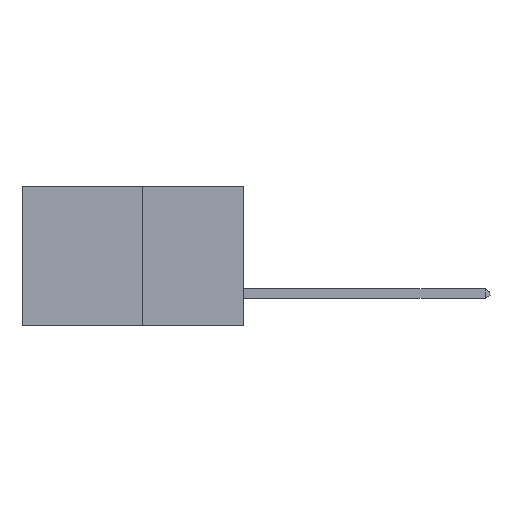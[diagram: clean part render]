
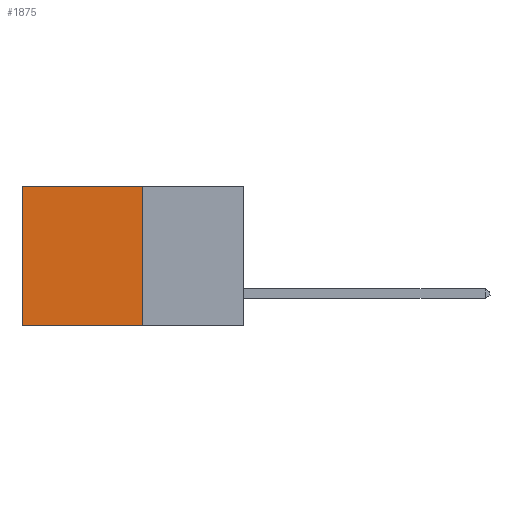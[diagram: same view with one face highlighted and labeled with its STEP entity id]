
A CAD part, left-side view. The second image highlights one B-rep face of the part: STEP entity #1875.
In plain terms, the highlighted planar face has unit normal (-1, 0, 0).
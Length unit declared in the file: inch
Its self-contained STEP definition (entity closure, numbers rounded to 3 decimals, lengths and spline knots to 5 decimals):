
#192 = VECTOR ( 'NONE', #8640, 39.37008 ) ;
#296 = DIRECTION ( 'NONE',  ( 0., 0., -1. ) ) ;
#318 = EDGE_CURVE ( 'NONE', #2801, #6770, #8756, .T. ) ;
#395 = VECTOR ( 'NONE', #8732, 39.37008 ) ;
#641 = ORIENTED_EDGE ( 'NONE', *, *, #3052, .F. ) ;
#650 = CARTESIAN_POINT ( 'NONE',  ( 0.277, 0.27, 0. ) ) ;
#659 = ORIENTED_EDGE ( 'NONE', *, *, #8505, .F. ) ;
#810 = LINE ( 'NONE', #1928, #9012 ) ;
#1341 = ORIENTED_EDGE ( 'NONE', *, *, #318, .T. ) ;
#1875 = ADVANCED_FACE ( 'NONE', ( #4357 ), #4400, .F. ) ;
#1928 = CARTESIAN_POINT ( 'NONE',  ( 0.277, 0.27, -0.37 ) ) ;
#2801 = VERTEX_POINT ( 'NONE', #7865 ) ;
#2831 = CARTESIAN_POINT ( 'NONE',  ( 0.277, 0.27, -0.37 ) ) ;
#3052 = EDGE_CURVE ( 'NONE', #2801, #6897, #810, .T. ) ;
#3115 = VECTOR ( 'NONE', #3385, 39.37008 ) ;
#3385 = DIRECTION ( 'NONE',  ( 0., 0., -1. ) ) ;
#3387 = CARTESIAN_POINT ( 'NONE',  ( 0.277, 0.59, -0.37 ) ) ;
#3723 = DIRECTION ( 'NONE',  ( 1., 0., 0. ) ) ;
#4357 = FACE_OUTER_BOUND ( 'NONE', #4819, .T. ) ;
#4400 = PLANE ( 'NONE',  #5869 ) ;
#4819 = EDGE_LOOP ( 'NONE', ( #9767, #659, #641, #1341 ) ) ;
#5066 = CARTESIAN_POINT ( 'NONE',  ( 0.277, 0.59, 0. ) ) ;
#5869 = AXIS2_PLACEMENT_3D ( 'NONE', #8488, #3723, #296 ) ;
#6297 = CARTESIAN_POINT ( 'NONE',  ( 0.277, 0.59, -0.37 ) ) ;
#6770 = VERTEX_POINT ( 'NONE', #5066 ) ;
#6843 = EDGE_CURVE ( 'NONE', #6770, #8870, #7174, .T. ) ;
#6897 = VERTEX_POINT ( 'NONE', #2831 ) ;
#7174 = LINE ( 'NONE', #3387, #3115 ) ;
#7865 = CARTESIAN_POINT ( 'NONE',  ( 0.277, 0.27, 0. ) ) ;
#7944 = DIRECTION ( 'NONE',  ( 0., 0., -1. ) ) ;
#8488 = CARTESIAN_POINT ( 'NONE',  ( 0.277, 0.27, -0.37 ) ) ;
#8505 = EDGE_CURVE ( 'NONE', #6897, #8870, #8911, .T. ) ;
#8640 = DIRECTION ( 'NONE',  ( 0., 1., 0. ) ) ;
#8706 = CARTESIAN_POINT ( 'NONE',  ( 0.277, 0.27, -0.37 ) ) ;
#8732 = DIRECTION ( 'NONE',  ( 0., 1., 0. ) ) ;
#8756 = LINE ( 'NONE', #650, #192 ) ;
#8870 = VERTEX_POINT ( 'NONE', #6297 ) ;
#8911 = LINE ( 'NONE', #8706, #395 ) ;
#9012 = VECTOR ( 'NONE', #7944, 39.37008 ) ;
#9767 = ORIENTED_EDGE ( 'NONE', *, *, #6843, .T. ) ;
